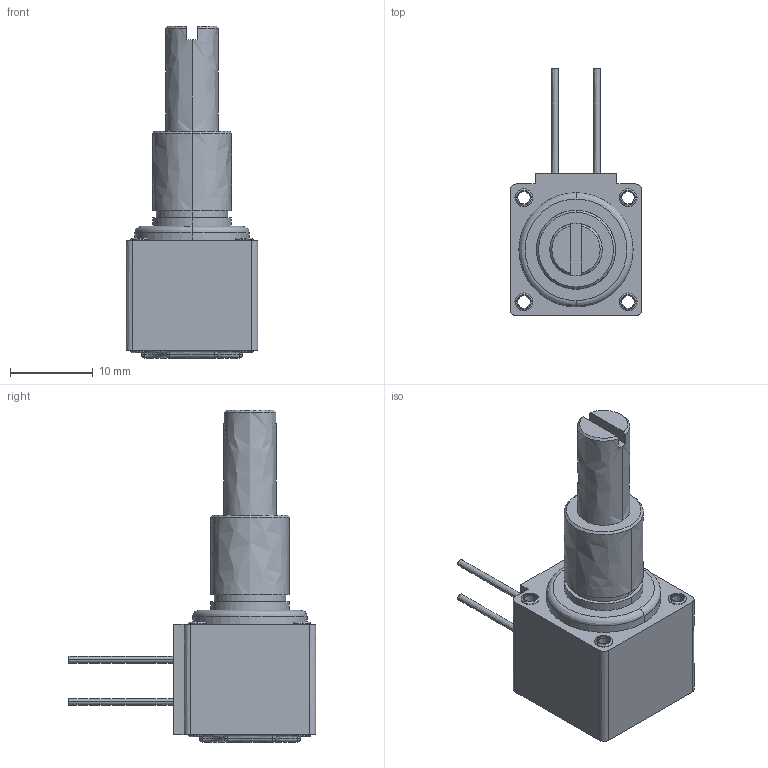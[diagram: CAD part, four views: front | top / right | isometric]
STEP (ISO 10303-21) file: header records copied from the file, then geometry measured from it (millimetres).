
FILE_DESCRIPTION((''),'2;1');
FILE_NAME('BODY','2009-10-21T',('minhn'),('Bourns, Inc.'),'PRO/ENGINEER BY PARAMETRIC TECHNOLOGY CORPORATION, 2001200','PRO/ENGINEER BY PARAMETRIC TECHNOLOGY CORPORATION, 2001200','');
FILE_SCHEMA(('AUTOMOTIVE_DESIGN_CC2 { 1 2 10303 214 -1 1 5 2 }'));
Length unit declared in the file: inch
Products named in the file (1): BODY
Bounding box: 15.88 x 29.84 x 40.01 mm (x, y, z)
Volume: 4973.8 mm3; surface area: 2463.4 mm2
Topology: 1 solids, 1 shells, 169 faces, 366 edges, 224 vertices
Faces by surface type: bspline 169
Entity records: 8131 total; most frequent: CARTESIAN_POINT 3742, ORIENTED_EDGE 732, DIRECTION 590, PRESENTATION_STYLE_ASSIGNMENT 367, STYLED_ITEM 367, CURVE_STYLE 366, EDGE_CURVE 366, AXIS2_PLACEMENT_3D 232
